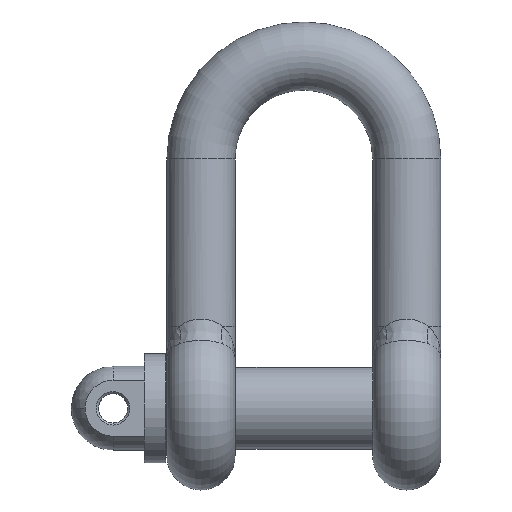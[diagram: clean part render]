
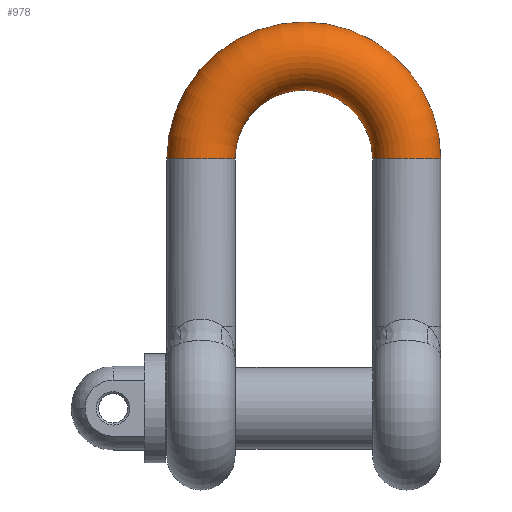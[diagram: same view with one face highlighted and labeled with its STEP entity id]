
A CAD part, top view. The second image highlights one B-rep face of the part: STEP entity #978.
In plain terms, the highlighted toroidal (fillet/blend) face has major radius 23.935 mm and minor radius 7.935 mm.
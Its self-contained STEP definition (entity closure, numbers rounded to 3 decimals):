
#3 = CIRCLE ( 'NONE', #1028, 7.935 ) ;
#31 = ORIENTED_EDGE ( 'NONE', *, *, #1866, .F. ) ;
#55 = ORIENTED_EDGE ( 'NONE', *, *, #2037, .T. ) ;
#79 = ORIENTED_EDGE ( 'NONE', *, *, #1997, .T. ) ;
#134 = DIRECTION ( 'NONE',  ( 0., 0., 1. ) ) ;
#225 = EDGE_CURVE ( 'NONE', #2582, #1631, #2445, .T. ) ;
#230 = ORIENTED_EDGE ( 'NONE', *, *, #225, .F. ) ;
#390 = CARTESIAN_POINT ( 'NONE',  ( 0., 58., 0. ) ) ;
#631 = VERTEX_POINT ( 'NONE', #1919 ) ;
#654 = DIRECTION ( 'NONE',  ( 0., 0., 1. ) ) ;
#875 = CARTESIAN_POINT ( 'NONE',  ( -31.87, 58., 0. ) ) ;
#978 = ADVANCED_FACE ( 'NONE', ( #1520 ), #2234, .T. ) ;
#1028 = AXIS2_PLACEMENT_3D ( 'NONE', #1387, #2188, #134 ) ;
#1387 = CARTESIAN_POINT ( 'NONE',  ( 23.935, 58., 0. ) ) ;
#1389 = DIRECTION ( 'NONE',  ( -1., 0., 0. ) ) ;
#1403 = DIRECTION ( 'NONE',  ( 0., 0., -1. ) ) ;
#1410 = DIRECTION ( 'NONE',  ( 0., 0., -1. ) ) ;
#1427 = AXIS2_PLACEMENT_3D ( 'NONE', #2028, #2027, #2018 ) ;
#1474 = CARTESIAN_POINT ( 'NONE',  ( 0., 58., 0. ) ) ;
#1493 = CIRCLE ( 'NONE', #1891, 7.935 ) ;
#1520 = FACE_OUTER_BOUND ( 'NONE', #1616, .T. ) ;
#1586 = VERTEX_POINT ( 'NONE', #1844 ) ;
#1616 = EDGE_LOOP ( 'NONE', ( #230, #55, #79, #31 ) ) ;
#1631 = VERTEX_POINT ( 'NONE', #2681 ) ;
#1844 = CARTESIAN_POINT ( 'NONE',  ( 16., 58., 0. ) ) ;
#1849 = CARTESIAN_POINT ( 'NONE',  ( -23.935, 58., 0. ) ) ;
#1866 = EDGE_CURVE ( 'NONE', #1631, #1586, #3, .T. ) ;
#1891 = AXIS2_PLACEMENT_3D ( 'NONE', #1849, #2529, #654 ) ;
#1919 = CARTESIAN_POINT ( 'NONE',  ( -16., 58., 0. ) ) ;
#1997 = EDGE_CURVE ( 'NONE', #631, #1586, #2526, .T. ) ;
#2018 = DIRECTION ( 'NONE',  ( -1., 0., 0. ) ) ;
#2027 = DIRECTION ( 'NONE',  ( 0., 0., -1. ) ) ;
#2028 = CARTESIAN_POINT ( 'NONE',  ( 0., 58., 0. ) ) ;
#2029 = AXIS2_PLACEMENT_3D ( 'NONE', #390, #1403, #2198 ) ;
#2037 = EDGE_CURVE ( 'NONE', #2582, #631, #1493, .T. ) ;
#2165 = AXIS2_PLACEMENT_3D ( 'NONE', #1474, #1410, #1389 ) ;
#2188 = DIRECTION ( 'NONE',  ( 0., -1., 0. ) ) ;
#2198 = DIRECTION ( 'NONE',  ( -1., 0., 0. ) ) ;
#2234 = TOROIDAL_SURFACE ( 'NONE', #2165, 23.935, 7.935 ) ;
#2445 = CIRCLE ( 'NONE', #1427, 31.87 ) ;
#2526 = CIRCLE ( 'NONE', #2029, 16. ) ;
#2529 = DIRECTION ( 'NONE',  ( 0., 1., 0. ) ) ;
#2582 = VERTEX_POINT ( 'NONE', #875 ) ;
#2681 = CARTESIAN_POINT ( 'NONE',  ( 31.87, 58., 0. ) ) ;
